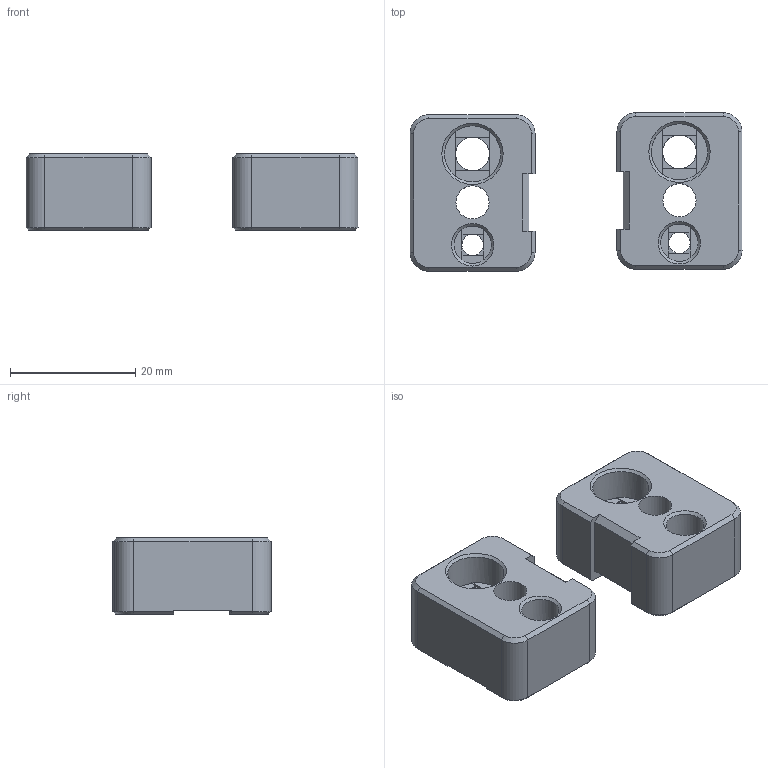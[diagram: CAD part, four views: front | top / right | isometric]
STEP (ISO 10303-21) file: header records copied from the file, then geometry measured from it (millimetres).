
FILE_DESCRIPTION(/* description */ (''),/* implementation_level */ '2;1');
FILE_NAME(/* name */ 'Pulley Adapter (BFI).step',/* time_stamp */ '2024-09-28T22:11:11-05:00',/* author */ (''),/* organization */ (''),/* preprocessor_version */ 'ST-DEVELOPER v20',/* originating_system */ 'Autodesk Translation Framework v13.14.0.145',/* authorisation */ '');
FILE_SCHEMA (('AUTOMOTIVE_DESIGN { 1 0 10303 214 3 1 1 }'));
Length unit declared in the file: millimetre
Products named in the file (1): Pulley Adapter (BFI)
Bounding box: 53.09 x 25.33 x 12.2 mm (x, y, z)
Volume: 9197.8 mm3; surface area: 5105.6 mm2
Topology: 2 solids, 2 shells, 158 faces, 410 edges, 254 vertices
Faces by surface type: plane 116, cone 24, cylinder 18
Full cylindrical faces by diameter (mm): 3.4 x2, 5.3 x2, 5.4 x2, 6 x2, 9 x2
Entity records: 4907 total; most frequent: CARTESIAN_POINT 831, ORIENTED_EDGE 820, DIRECTION 816, EDGE_CURVE 410, LINE 314, VECTOR 314, VERTEX_POINT 254, AXIS2_PLACEMENT_3D 251
